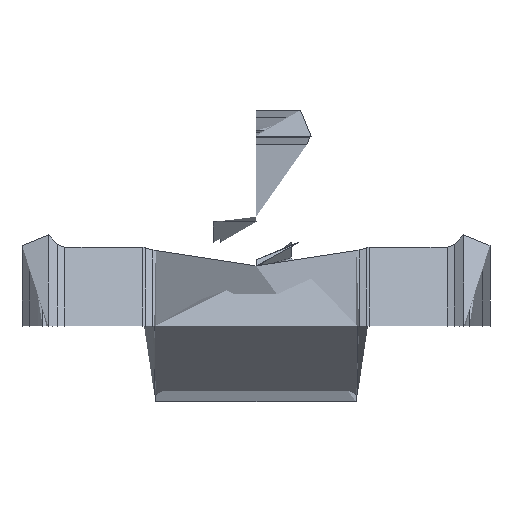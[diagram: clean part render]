
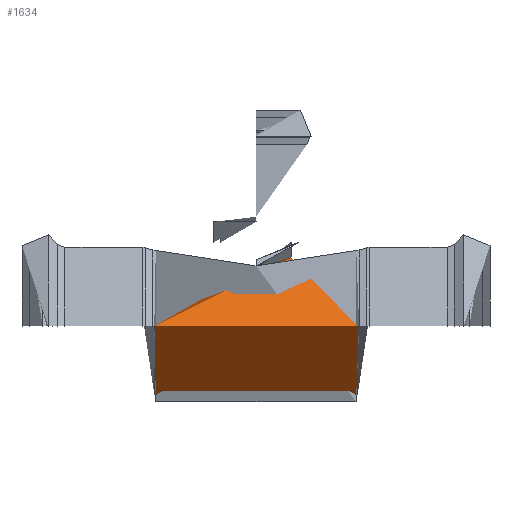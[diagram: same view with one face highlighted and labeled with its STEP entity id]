
A CAD part, front view. The second image highlights one B-rep face of the part: STEP entity #1634.
In plain terms, the highlighted free-form (B-spline) face has degree [1, 2] with [2, 9] control points.
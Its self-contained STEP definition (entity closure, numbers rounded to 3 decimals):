
#421 = VERTEX_POINT('',#422);
#422 = CARTESIAN_POINT('',(52.9,0.,13.4));
#427 = EDGE_CURVE('',#421,#428,#430,.T.);
#428 = VERTEX_POINT('',#429);
#429 = CARTESIAN_POINT('',(46.,6.9,11.487));
#430 = B_SPLINE_CURVE_WITH_KNOTS('',3,(#431,#432,#433,#434,#435,#436,
    #437,#438,#439,#440,#441,#442,#443,#444,#445,#446,#447,#448,#449,
    #450,#451,#452,#453,#454,#455,#456),.UNSPECIFIED.,.F.,.F.,(4,2,2,2,2
    ,2,2,2,2,2,2,2,4),(1.062,1.328,1.593,
    1.859,2.125,2.391,2.657,
    2.922,3.187,3.452,3.718,
    3.984,4.25),.UNSPECIFIED.);
#431 = CARTESIAN_POINT('',(52.9,0.,13.4));
#432 = CARTESIAN_POINT('',(52.9,-0.884,13.4));
#433 = CARTESIAN_POINT('',(52.72,-1.816,
    13.305));
#434 = CARTESIAN_POINT('',(52.01,-3.512,
    12.961));
#435 = CARTESIAN_POINT('',(51.481,-4.277,
    12.716));
#436 = CARTESIAN_POINT('',(50.275,-5.483,
    12.244));
#437 = CARTESIAN_POINT('',(49.51,-6.011,
    11.983));
#438 = CARTESIAN_POINT('',(47.817,-6.719,
    11.601));
#439 = CARTESIAN_POINT('',(46.887,-6.9,11.487));
#440 = CARTESIAN_POINT('',(45.113,-6.9,11.487));
#441 = CARTESIAN_POINT('',(44.183,-6.719,
    11.601));
#442 = CARTESIAN_POINT('',(42.49,-6.011,
    11.983));
#443 = CARTESIAN_POINT('',(41.725,-5.483,
    12.244));
#444 = CARTESIAN_POINT('',(40.519,-4.277,
    12.716));
#445 = CARTESIAN_POINT('',(39.99,-3.512,
    12.961));
#446 = CARTESIAN_POINT('',(39.28,-1.816,
    13.305));
#447 = CARTESIAN_POINT('',(39.1,-0.884,13.4));
#448 = CARTESIAN_POINT('',(39.1,0.884,13.4));
#449 = CARTESIAN_POINT('',(39.28,1.816,
    13.305));
#450 = CARTESIAN_POINT('',(39.99,3.512,12.961
    ));
#451 = CARTESIAN_POINT('',(40.519,4.277,
    12.716));
#452 = CARTESIAN_POINT('',(41.725,5.483,
    12.244));
#453 = CARTESIAN_POINT('',(42.49,6.011,
    11.983));
#454 = CARTESIAN_POINT('',(44.183,6.719,11.601
    ));
#455 = CARTESIAN_POINT('',(45.113,6.9,11.487));
#456 = CARTESIAN_POINT('',(46.,6.9,11.487));
#458 = EDGE_CURVE('',#428,#421,#459,.T.);
#459 = B_SPLINE_CURVE_WITH_KNOTS('',3,(#460,#461,#462,#463,#464,#465,
    #466,#467,#468,#469),.UNSPECIFIED.,.F.,.F.,(4,2,2,2,4),(0.,
    0.266,0.532,0.797,1.062),
  .UNSPECIFIED.);
#460 = CARTESIAN_POINT('',(46.,6.9,11.487));
#461 = CARTESIAN_POINT('',(46.887,6.9,11.487));
#462 = CARTESIAN_POINT('',(47.817,6.719,11.601
    ));
#463 = CARTESIAN_POINT('',(49.51,6.011,
    11.983));
#464 = CARTESIAN_POINT('',(50.275,5.483,
    12.244));
#465 = CARTESIAN_POINT('',(51.481,4.277,
    12.716));
#466 = CARTESIAN_POINT('',(52.01,3.512,12.961
    ));
#467 = CARTESIAN_POINT('',(52.72,1.816,
    13.305));
#468 = CARTESIAN_POINT('',(52.9,0.884,13.4));
#469 = CARTESIAN_POINT('',(52.9,0.,13.4));
#991 = EDGE_CURVE('',#992,#994,#996,.T.);
#992 = VERTEX_POINT('',#993);
#993 = CARTESIAN_POINT('',(66.,13.4,0.));
#994 = VERTEX_POINT('',#995);
#995 = CARTESIAN_POINT('',(66.,-13.4,0.));
#996 = ( BOUNDED_CURVE() B_SPLINE_CURVE(2,(#997,#998,#999,#1000,#1001),
.UNSPECIFIED.,.F.,.F.) B_SPLINE_CURVE_WITH_KNOTS((3,2,3),(0.,
1.571,3.142),.UNSPECIFIED.) CURVE() 
GEOMETRIC_REPRESENTATION_ITEM() RATIONAL_B_SPLINE_CURVE((1.,
0.707,1.,0.707,1.)) REPRESENTATION_ITEM('') );
#997 = CARTESIAN_POINT('',(66.,13.4,0.));
#998 = CARTESIAN_POINT('',(66.,13.4,13.4));
#999 = CARTESIAN_POINT('',(66.,0.,13.4));
#1000 = CARTESIAN_POINT('',(66.,-13.4,13.4));
#1001 = CARTESIAN_POINT('',(66.,-13.4,0.));
#1003 = EDGE_CURVE('',#1004,#992,#1006,.T.);
#1004 = VERTEX_POINT('',#1005);
#1005 = CARTESIAN_POINT('',(66.,0.,-13.4));
#1006 = ( BOUNDED_CURVE() B_SPLINE_CURVE(2,(#1007,#1008,#1009),
.UNSPECIFIED.,.F.,.F.) B_SPLINE_CURVE_WITH_KNOTS((3,3),(4.712,
6.283),.PIECEWISE_BEZIER_KNOTS.) CURVE() 
GEOMETRIC_REPRESENTATION_ITEM() RATIONAL_B_SPLINE_CURVE((1.,
0.707,1.)) REPRESENTATION_ITEM('') );
#1007 = CARTESIAN_POINT('',(66.,0.,-13.4));
#1008 = CARTESIAN_POINT('',(66.,13.4,-13.4));
#1009 = CARTESIAN_POINT('',(66.,13.4,0.));
#1011 = EDGE_CURVE('',#994,#1004,#1012,.T.);
#1012 = ( BOUNDED_CURVE() B_SPLINE_CURVE(2,(#1013,#1014,#1015),
.UNSPECIFIED.,.F.,.F.) B_SPLINE_CURVE_WITH_KNOTS((3,3),(3.142,
4.712),.PIECEWISE_BEZIER_KNOTS.) CURVE() 
GEOMETRIC_REPRESENTATION_ITEM() RATIONAL_B_SPLINE_CURVE((1.,
0.707,1.)) REPRESENTATION_ITEM('') );
#1013 = CARTESIAN_POINT('',(66.,-13.4,0.));
#1014 = CARTESIAN_POINT('',(66.,-13.4,-13.4));
#1015 = CARTESIAN_POINT('',(66.,0.,-13.4));
#1634 = ADVANCED_FACE('',(#1635,#1672),#1676,.T.);
#1635 = FACE_BOUND('',#1636,.T.);
#1636 = EDGE_LOOP('',(#1637,#1649,#1657,#1662,#1663,#1664,#1665,#1666));
#1637 = ORIENTED_EDGE('',*,*,#1638,.F.);
#1638 = EDGE_CURVE('',#1639,#1641,#1643,.T.);
#1639 = VERTEX_POINT('',#1640);
#1640 = CARTESIAN_POINT('',(26.,13.4,0.));
#1641 = VERTEX_POINT('',#1642);
#1642 = CARTESIAN_POINT('',(26.,-13.4,0.));
#1643 = ( BOUNDED_CURVE() B_SPLINE_CURVE(2,(#1644,#1645,#1646,#1647,
#1648),.UNSPECIFIED.,.F.,.F.) B_SPLINE_CURVE_WITH_KNOTS((3,2,3),(0.,
1.571,3.142),.UNSPECIFIED.) CURVE() 
GEOMETRIC_REPRESENTATION_ITEM() RATIONAL_B_SPLINE_CURVE((1.,
0.707,1.,0.707,1.)) REPRESENTATION_ITEM('') );
#1644 = CARTESIAN_POINT('',(26.,13.4,0.));
#1645 = CARTESIAN_POINT('',(26.,13.4,13.4));
#1646 = CARTESIAN_POINT('',(26.,0.,13.4));
#1647 = CARTESIAN_POINT('',(26.,-13.4,13.4));
#1648 = CARTESIAN_POINT('',(26.,-13.4,0.));
#1649 = ORIENTED_EDGE('',*,*,#1650,.F.);
#1650 = EDGE_CURVE('',#1651,#1639,#1653,.T.);
#1651 = VERTEX_POINT('',#1652);
#1652 = CARTESIAN_POINT('',(26.,0.,-13.4));
#1653 = ( BOUNDED_CURVE() B_SPLINE_CURVE(2,(#1654,#1655,#1656),
.UNSPECIFIED.,.F.,.F.) B_SPLINE_CURVE_WITH_KNOTS((3,3),(4.712,
6.283),.PIECEWISE_BEZIER_KNOTS.) CURVE() 
GEOMETRIC_REPRESENTATION_ITEM() RATIONAL_B_SPLINE_CURVE((1.,
0.707,1.)) REPRESENTATION_ITEM('') );
#1654 = CARTESIAN_POINT('',(26.,0.,-13.4));
#1655 = CARTESIAN_POINT('',(26.,13.4,-13.4));
#1656 = CARTESIAN_POINT('',(26.,13.4,0.));
#1657 = ORIENTED_EDGE('',*,*,#1658,.T.);
#1658 = EDGE_CURVE('',#1651,#1004,#1659,.T.);
#1659 = B_SPLINE_CURVE_WITH_KNOTS('',1,(#1660,#1661),.UNSPECIFIED.,.F.,
  .F.,(2,2),(0.,2.985),.PIECEWISE_BEZIER_KNOTS.);
#1660 = CARTESIAN_POINT('',(26.,0.,-13.4));
#1661 = CARTESIAN_POINT('',(66.,0.,-13.4));
#1662 = ORIENTED_EDGE('',*,*,#1003,.T.);
#1663 = ORIENTED_EDGE('',*,*,#991,.T.);
#1664 = ORIENTED_EDGE('',*,*,#1011,.T.);
#1665 = ORIENTED_EDGE('',*,*,#1658,.F.);
#1666 = ORIENTED_EDGE('',*,*,#1667,.F.);
#1667 = EDGE_CURVE('',#1641,#1651,#1668,.T.);
#1668 = ( BOUNDED_CURVE() B_SPLINE_CURVE(2,(#1669,#1670,#1671),
.UNSPECIFIED.,.F.,.F.) B_SPLINE_CURVE_WITH_KNOTS((3,3),(3.142,
4.712),.PIECEWISE_BEZIER_KNOTS.) CURVE() 
GEOMETRIC_REPRESENTATION_ITEM() RATIONAL_B_SPLINE_CURVE((1.,
0.707,1.)) REPRESENTATION_ITEM('') );
#1669 = CARTESIAN_POINT('',(26.,-13.4,0.));
#1670 = CARTESIAN_POINT('',(26.,-13.4,-13.4));
#1671 = CARTESIAN_POINT('',(26.,0.,-13.4));
#1672 = FACE_BOUND('',#1673,.T.);
#1673 = EDGE_LOOP('',(#1674,#1675));
#1674 = ORIENTED_EDGE('',*,*,#458,.F.);
#1675 = ORIENTED_EDGE('',*,*,#427,.F.);
#1676 = ( BOUNDED_SURFACE() B_SPLINE_SURFACE(1,2,(
    (#1677,#1678,#1679,#1680,#1681,#1682,#1683,#1684,#1685)
    ,(#1686,#1687,#1688,#1689,#1690,#1691,#1692,#1693,#1694
)),.UNSPECIFIED.,.F.,.T.,.F.) B_SPLINE_SURFACE_WITH_KNOTS((2,2),(1,2,2,2
    ,2,2,1),(0.,2.985),(-4.712,-3.142,
    -1.571,0.,1.571,3.142,4.712),
.UNSPECIFIED.) GEOMETRIC_REPRESENTATION_ITEM() RATIONAL_B_SPLINE_SURFACE
((
    (1.,0.707,1.,0.707,1.,0.707,1.
      ,0.707,1.)
    ,(1.,0.707,1.,0.707,1.,0.707,1.
,0.707,1.))) REPRESENTATION_ITEM('') SURFACE() );
#1677 = CARTESIAN_POINT('',(26.,0.,-13.4));
#1678 = CARTESIAN_POINT('',(26.,13.4,-13.4));
#1679 = CARTESIAN_POINT('',(26.,13.4,0.));
#1680 = CARTESIAN_POINT('',(26.,13.4,13.4));
#1681 = CARTESIAN_POINT('',(26.,0.,13.4));
#1682 = CARTESIAN_POINT('',(26.,-13.4,13.4));
#1683 = CARTESIAN_POINT('',(26.,-13.4,0.));
#1684 = CARTESIAN_POINT('',(26.,-13.4,-13.4));
#1685 = CARTESIAN_POINT('',(26.,0.,-13.4));
#1686 = CARTESIAN_POINT('',(66.,0.,-13.4));
#1687 = CARTESIAN_POINT('',(66.,13.4,-13.4));
#1688 = CARTESIAN_POINT('',(66.,13.4,0.));
#1689 = CARTESIAN_POINT('',(66.,13.4,13.4));
#1690 = CARTESIAN_POINT('',(66.,0.,13.4));
#1691 = CARTESIAN_POINT('',(66.,-13.4,13.4));
#1692 = CARTESIAN_POINT('',(66.,-13.4,0.));
#1693 = CARTESIAN_POINT('',(66.,-13.4,-13.4));
#1694 = CARTESIAN_POINT('',(66.,0.,-13.4));
